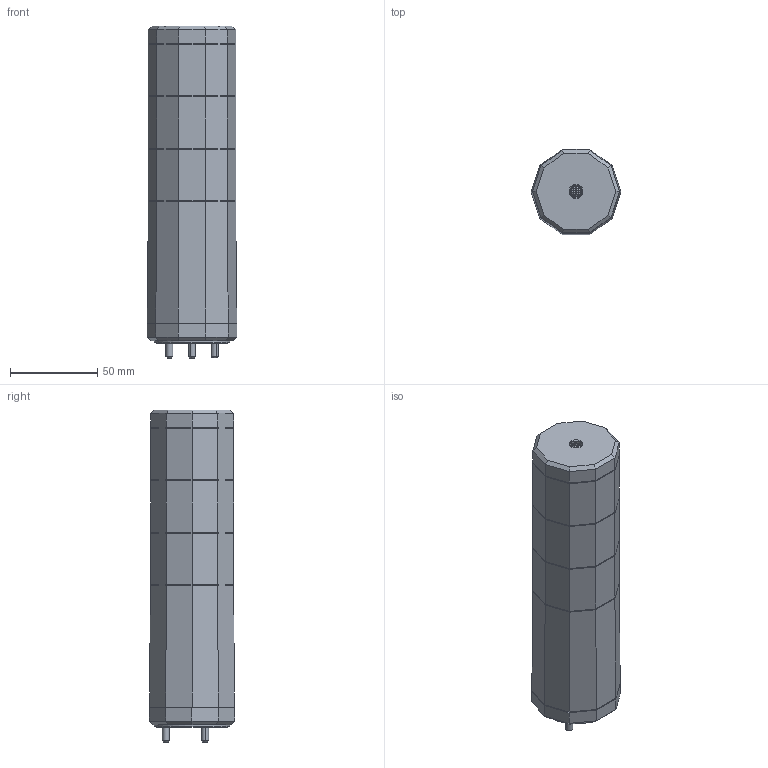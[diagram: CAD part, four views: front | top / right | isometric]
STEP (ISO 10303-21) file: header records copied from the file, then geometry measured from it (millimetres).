
FILE_DESCRIPTION((''),'2;1');
FILE_NAME('NLA50DC-3B6D SERIES.stp','2023-12-05T09:44:56',(''),(''),'Mechanical Desktop 2011','Mechanical Desktop 2011',', , ');
FILE_SCHEMA(('CONFIG_CONTROL_DESIGN'));
Length unit declared in the file: millimetre
Products named in the file (1): Product
Bounding box: 51.22 x 48.71 x 190 mm (x, y, z)
Volume: 330710.4 mm3; surface area: 57792.5 mm2
Topology: 22 solids, 22 shells, 515 faces, 1298 edges, 842 vertices
Faces by surface type: plane 374, cylinder 64, cone 40, bspline 23, torus 8, sphere 6
Entity records: 16021 total; most frequent: CARTESIAN_POINT 3674, ORIENTED_EDGE 2596, DIRECTION 2434, EDGE_CURVE 1298, VECTOR 932, LINE 932, VERTEX_POINT 842, AXIS2_PLACEMENT_3D 751
